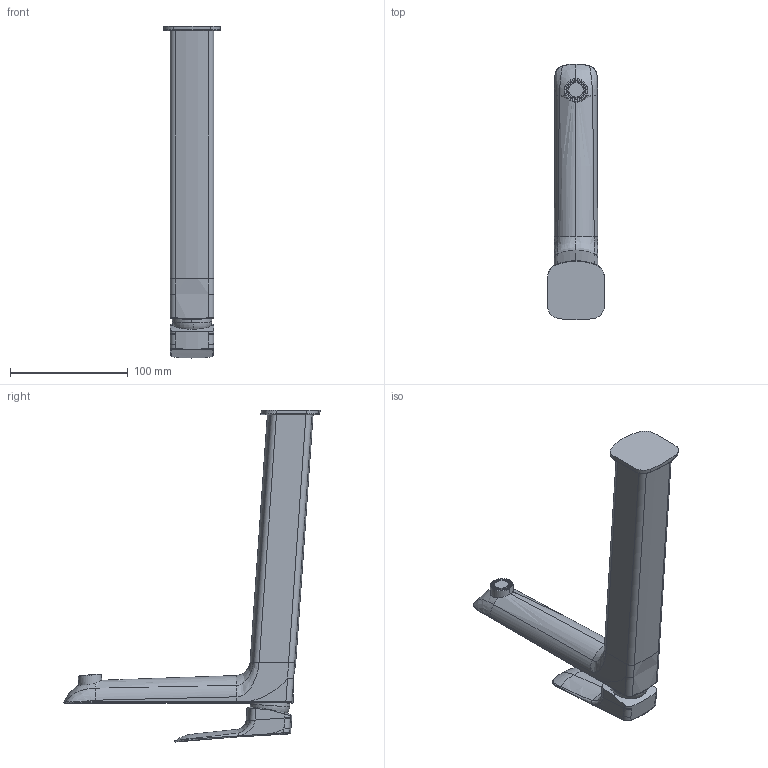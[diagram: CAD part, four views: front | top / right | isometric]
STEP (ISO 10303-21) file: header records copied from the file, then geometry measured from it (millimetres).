
FILE_DESCRIPTION(('CoCreate Modeling STEP Export'),'2;1');
FILE_NAME('09-211LL.stp','2019-02-07T11:32:58',(''),(''),'CoCreate Modeling STEP processor for AP214 (Solid Model)','CoCreate Modeling 17.0 01-Apr-2010 (C) Parametric Technology GmbH','');
FILE_SCHEMA(('AUTOMOTIVE_DESIGN { 1 0 10303 214 1 1 1 1 }'));
Length unit declared in the file: millimetre
Products named in the file (2): 09-211LL
Assembly tree (1 placements, depth 2):
  09-211LL
    09-211LL
Bounding box: 48 x 217.69 x 281.97 mm (x, y, z)
Volume: 480860.4 mm3; surface area: 62994.6 mm2
Topology: 1 solids, 2 shells, 200 faces, 477 edges, 287 vertices
Faces by surface type: cylinder 75, bspline 56, plane 45, torus 14, cone 8, extrusion 2
Entity records: 10494 total; most frequent: CARTESIAN_POINT 6416, ORIENTED_EDGE 954, DIRECTION 651, EDGE_CURVE 477, VERTEX_POINT 287, AXIS2_PLACEMENT_3D 235, EDGE_LOOP 208, FACE_OUTER_BOUND 200
